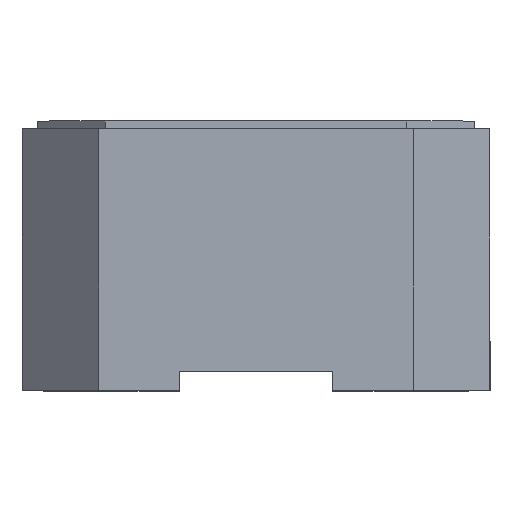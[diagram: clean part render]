
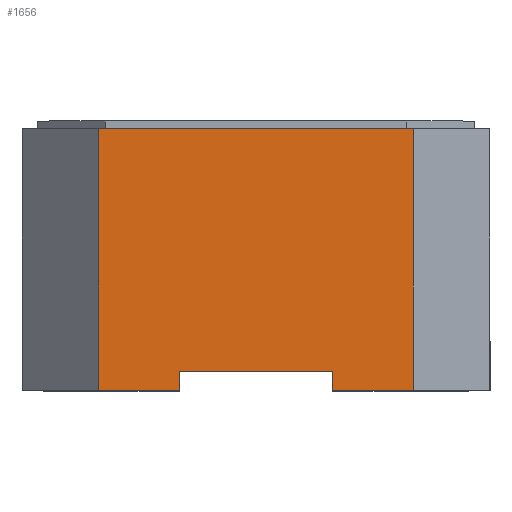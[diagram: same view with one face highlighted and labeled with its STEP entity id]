
A CAD part, top view. The second image highlights one B-rep face of the part: STEP entity #1656.
In plain terms, the highlighted planar face has unit normal (0, 0, 1).
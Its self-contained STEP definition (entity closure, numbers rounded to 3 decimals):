
#5 = LINE ( 'NONE', #6166, #2247 ) ;
#14 = CARTESIAN_POINT ( 'NONE',  ( -4.32, 0., 1.446 ) ) ;
#79 = ORIENTED_EDGE ( 'NONE', *, *, #4890, .F. ) ;
#213 = CARTESIAN_POINT ( 'NONE',  ( -4.32, 3.4, 1.446 ) ) ;
#229 = DIRECTION ( 'NONE',  ( 0., 1., 0. ) ) ;
#265 = CARTESIAN_POINT ( 'NONE',  ( -2.32, 3.4, 1.446 ) ) ;
#287 = CARTESIAN_POINT ( 'NONE',  ( -6.36, 0., 1.446 ) ) ;
#324 = ORIENTED_EDGE ( 'NONE', *, *, #3349, .F. ) ;
#386 = DIRECTION ( 'NONE',  ( 0., -1., 0. ) ) ;
#394 = DIRECTION ( 'NONE',  ( -1., 0., 0. ) ) ;
#529 = CARTESIAN_POINT ( 'NONE',  ( -1.28, 0., 1.446 ) ) ;
#671 = DIRECTION ( 'NONE',  ( 0., 1., 0. ) ) ;
#944 = CARTESIAN_POINT ( 'NONE',  ( -0.28, 3.4, 1.446 ) ) ;
#1010 = EDGE_CURVE ( 'NONE', #5057, #1538, #3369, .T. ) ;
#1023 = VECTOR ( 'NONE', #671, 1000. ) ;
#1247 = DIRECTION ( 'NONE',  ( -1., 0., 0. ) ) ;
#1290 = CARTESIAN_POINT ( 'NONE',  ( -5.36, 3.4, 1.446 ) ) ;
#1391 = LINE ( 'NONE', #213, #4366 ) ;
#1479 = DIRECTION ( 'NONE',  ( -1., 0., 0. ) ) ;
#1513 = CARTESIAN_POINT ( 'NONE',  ( -4.32, 0.25, 1.446 ) ) ;
#1538 = VERTEX_POINT ( 'NONE', #1290 ) ;
#1592 = ORIENTED_EDGE ( 'NONE', *, *, #1010, .F. ) ;
#1622 = LINE ( 'NONE', #944, #5568 ) ;
#1656 = ADVANCED_FACE ( 'NONE', ( #1711 ), #3451, .F. ) ;
#1689 = ORIENTED_EDGE ( 'NONE', *, *, #3457, .F. ) ;
#1711 = FACE_OUTER_BOUND ( 'NONE', #5390, .T. ) ;
#1828 = EDGE_CURVE ( 'NONE', #4439, #1538, #1622, .T. ) ;
#1976 = DIRECTION ( 'NONE',  ( 0., 0., -1. ) ) ;
#2187 = VERTEX_POINT ( 'NONE', #3882 ) ;
#2247 = VECTOR ( 'NONE', #5599, 1000. ) ;
#2353 = DIRECTION ( 'NONE',  ( 0., -1., 0. ) ) ;
#2417 = CARTESIAN_POINT ( 'NONE',  ( -5.36, 0., 1.446 ) ) ;
#2437 = LINE ( 'NONE', #287, #5315 ) ;
#2943 = ORIENTED_EDGE ( 'NONE', *, *, #4876, .F. ) ;
#2961 = CARTESIAN_POINT ( 'NONE',  ( -6.36, 3.4, 1.446 ) ) ;
#2990 = EDGE_CURVE ( 'NONE', #3623, #2187, #6405, .T. ) ;
#3002 = ORIENTED_EDGE ( 'NONE', *, *, #2990, .F. ) ;
#3011 = LINE ( 'NONE', #4005, #4192 ) ;
#3109 = CARTESIAN_POINT ( 'NONE',  ( -6.36, 0., 1.446 ) ) ;
#3150 = VECTOR ( 'NONE', #1479, 1000. ) ;
#3349 = EDGE_CURVE ( 'NONE', #4439, #4448, #3011, .T. ) ;
#3369 = LINE ( 'NONE', #5721, #1023 ) ;
#3451 = PLANE ( 'NONE',  #3555 ) ;
#3457 = EDGE_CURVE ( 'NONE', #4448, #3623, #5372, .T. ) ;
#3479 = VERTEX_POINT ( 'NONE', #1513 ) ;
#3555 = AXIS2_PLACEMENT_3D ( 'NONE', #2961, #1976, #394 ) ;
#3571 = CARTESIAN_POINT ( 'NONE',  ( -1.28, 3.4, 1.446 ) ) ;
#3586 = EDGE_CURVE ( 'NONE', #2187, #3479, #5, .T. ) ;
#3623 = VERTEX_POINT ( 'NONE', #4053 ) ;
#3882 = CARTESIAN_POINT ( 'NONE',  ( -2.32, 0.25, 1.446 ) ) ;
#4005 = CARTESIAN_POINT ( 'NONE',  ( -1.28, 3.4, 1.446 ) ) ;
#4053 = CARTESIAN_POINT ( 'NONE',  ( -2.32, 0., 1.446 ) ) ;
#4192 = VECTOR ( 'NONE', #386, 1000. ) ;
#4366 = VECTOR ( 'NONE', #2353, 1000. ) ;
#4439 = VERTEX_POINT ( 'NONE', #3571 ) ;
#4448 = VERTEX_POINT ( 'NONE', #529 ) ;
#4551 = DIRECTION ( 'NONE',  ( -1., 0., 0. ) ) ;
#4876 = EDGE_CURVE ( 'NONE', #3479, #6095, #1391, .T. ) ;
#4890 = EDGE_CURVE ( 'NONE', #6095, #5057, #2437, .T. ) ;
#4978 = ORIENTED_EDGE ( 'NONE', *, *, #3586, .F. ) ;
#5057 = VERTEX_POINT ( 'NONE', #2417 ) ;
#5315 = VECTOR ( 'NONE', #1247, 1000. ) ;
#5372 = LINE ( 'NONE', #3109, #3150 ) ;
#5390 = EDGE_LOOP ( 'NONE', ( #3002, #1689, #324, #5552, #1592, #79, #2943, #4978 ) ) ;
#5552 = ORIENTED_EDGE ( 'NONE', *, *, #1828, .T. ) ;
#5568 = VECTOR ( 'NONE', #4551, 1000. ) ;
#5599 = DIRECTION ( 'NONE',  ( -1., 0., 0. ) ) ;
#5721 = CARTESIAN_POINT ( 'NONE',  ( -5.36, 3.4, 1.446 ) ) ;
#6095 = VERTEX_POINT ( 'NONE', #14 ) ;
#6166 = CARTESIAN_POINT ( 'NONE',  ( -6.36, 0.25, 1.446 ) ) ;
#6405 = LINE ( 'NONE', #265, #6638 ) ;
#6638 = VECTOR ( 'NONE', #229, 1000. ) ;
